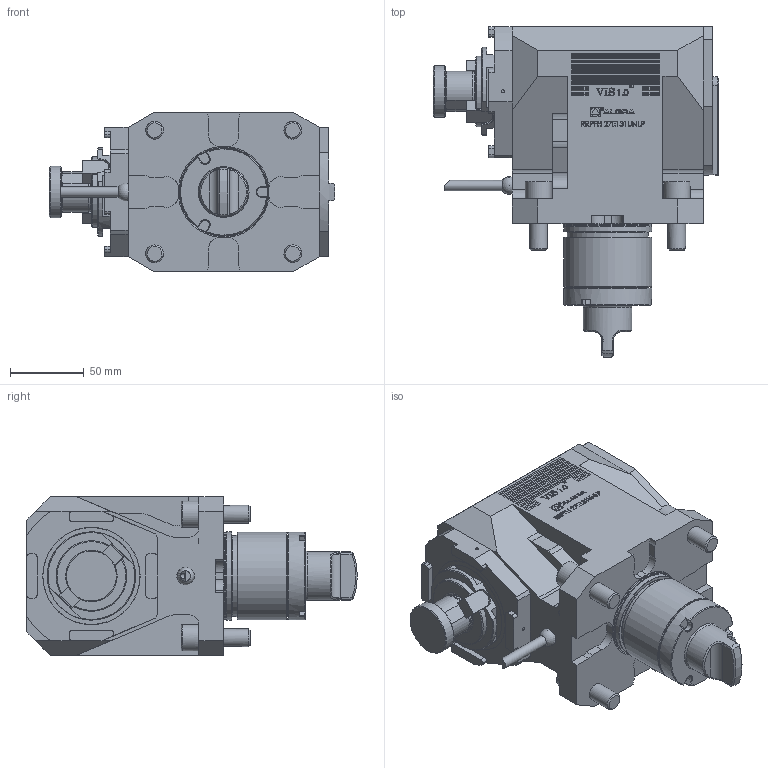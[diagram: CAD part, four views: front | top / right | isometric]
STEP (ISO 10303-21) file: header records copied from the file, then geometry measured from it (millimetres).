
FILE_DESCRIPTION (( 'STEP AP214' ), '1' );
FILE_NAME ('RRPFH27E131UNLP.STEP', '2025-09-02T07:22:41', ( '' ), ( '' ), 'SwSTEP 2.0', 'SolidWorks 2023', '' );
FILE_SCHEMA (( 'AUTOMOTIVE_DESIGN' ));
Length unit declared in the file: millimetre
Products named in the file (1): RRPFH27E131UNLP
Bounding box: 194.1 x 224.8 x 108 mm (x, y, z)
Volume: 2032155.8 mm3; surface area: 131115.8 mm2
Topology: 1 solids, 1 shells, 1028 faces, 2696 edges, 1781 vertices
Faces by surface type: plane 706, cylinder 139, bspline 136, cone 36, torus 10, sphere 1
Full cylindrical faces by diameter (mm): 1.7 x1, 2.1 x1, 4 x1, 6.366 x1, 7 x1, 12 x4, 18 x4, 33 x1, 35 x1, 55.2 x1, 59.5 x1, 59.7 x1, 59.8 x1, 59.9 x1, 60 x1
Entity records: 41986 total; most frequent: CARTESIAN_POINT 14629, ORIENTED_EDGE 5250, DIRECTION 4313, EDGE_CURVE 2625, LINE 1937, VECTOR 1937, VERTEX_POINT 1759, AXIS2_PLACEMENT_3D 1188
